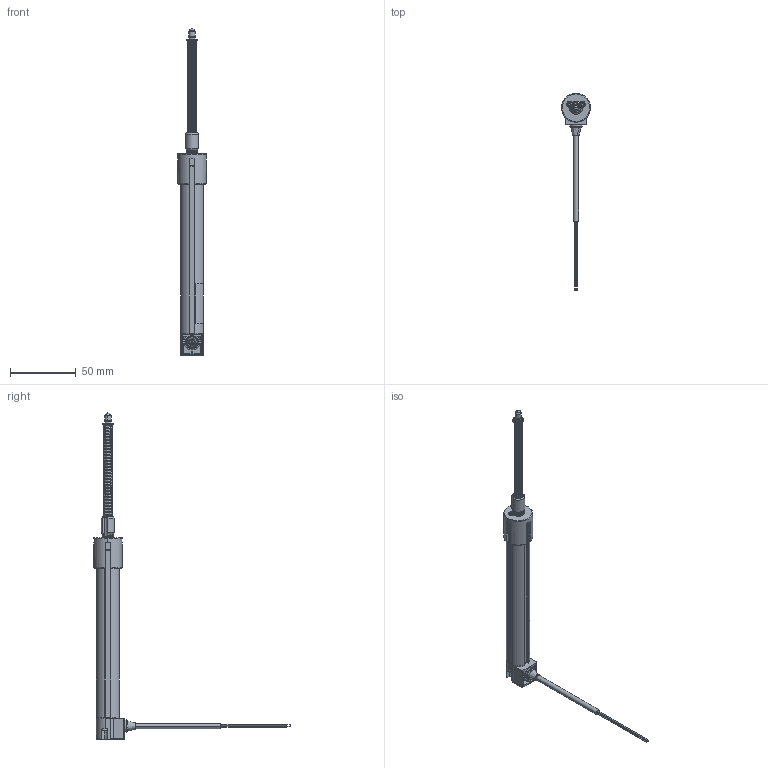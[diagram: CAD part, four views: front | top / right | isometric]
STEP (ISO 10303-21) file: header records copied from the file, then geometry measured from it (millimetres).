
FILE_DESCRIPTION (( 'STEP AP214' ), '1' );
FILE_NAME ('TEX-0100-428-002-202_retracted.STEP', '2014-07-07T09:30:10', ( 'dummy' ), ( 'Microsoft' ), 'SwSTEP 2.0', 'SolidWorks 2013', '' );
FILE_SCHEMA (( 'AUTOMOTIVE_DESIGN' ));
Length unit declared in the file: millimetre
Products named in the file (1): TEX-0100-428-002-202_retracted
Bounding box: 22 x 150.1 x 248.7 mm (x, y, z)
Surface area: 22197.3 mm2 (no closed solid volume)
Topology: 0 solids, 40 shells, 418 faces, 1566 edges, 1168 vertices
Faces by surface type: plane 164, cylinder 147, bspline 39, torus 37, cone 27, sphere 4
Entity records: 38951 total; most frequent: CARTESIAN_POINT 21514, DIRECTION 2752, ORIENTED_EDGE 2293, EDGE_CURVE 1564, VERTEX_POINT 1168, AXIS2_PLACEMENT_3D 1004, LINE 744, VECTOR 744
